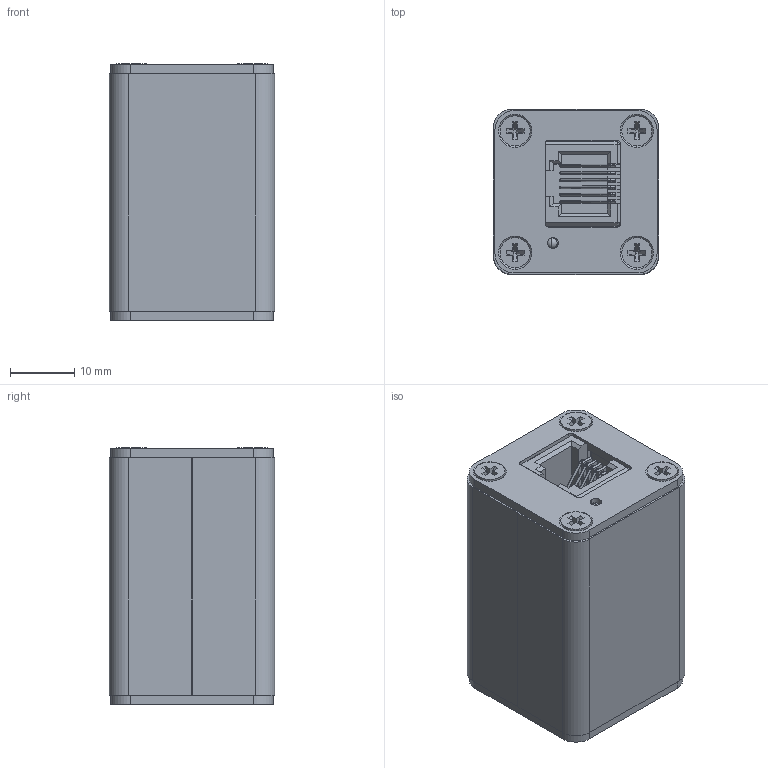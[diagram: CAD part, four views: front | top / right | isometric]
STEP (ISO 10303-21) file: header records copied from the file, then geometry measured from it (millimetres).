
FILE_DESCRIPTION (( 'STEP AP203' ), '1' );
FILE_NAME ('ETN100.STEP', '2021-04-28T22:23:06', ( '' ), ( '' ), 'SwSTEP 2.0', 'SolidWorks 2018', '' );
FILE_SCHEMA (( 'CONFIG_CONTROL_DESIGN' ));
Length unit declared in the file: millimetre
Products named in the file (8): sensor_cover_plate; APDA3020; ETN100; extrusion; PCB; main_cover_plate; flat head screw_am_B18.6.7M - M2.5 x 0.45 x 4 Type I Cross Recessed FHMS --4S; A-2004-1-4-LP-N-R--3DModel-STEP-56544
Assembly tree (15 placements, depth 2):
  ETN100
    extrusion  x2
    flat head screw_am_B18.6.7M - M2.5 x 0.45 x 4 Type I Cross Recessed FHMS --4S  x8
    main_cover_plate
    PCB
    APDA3020
    A-2004-1-4-LP-N-R--3DModel-STEP-56544
    sensor_cover_plate
Bounding box: 25.8 x 25.8 x 40.05 mm (x, y, z)
Volume: 13121.3 mm3; surface area: 16253.9 mm2
Topology: 34 solids, 34 shells, 1237 faces, 3121 edges, 1993 vertices
Faces by surface type: plane 593, cylinder 280, cone 210, bspline 152, sphere 2
Entity records: 30920 total; most frequent: CARTESIAN_POINT 11092, ORIENTED_EDGE 4060, DIRECTION 3552, EDGE_CURVE 2030, LINE 1374, VECTOR 1374, VERTEX_POINT 1317, AXIS2_PLACEMENT_3D 1089
